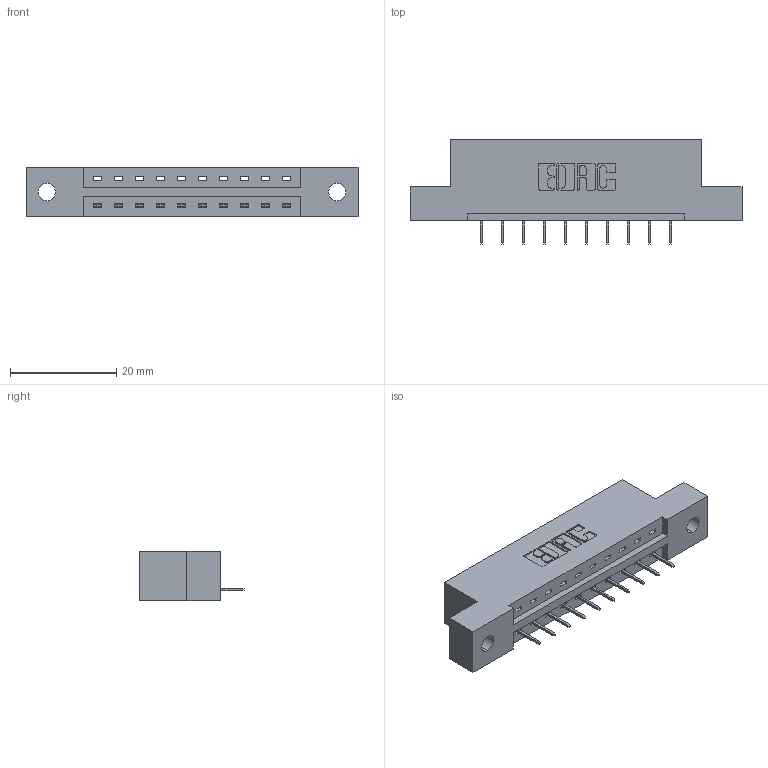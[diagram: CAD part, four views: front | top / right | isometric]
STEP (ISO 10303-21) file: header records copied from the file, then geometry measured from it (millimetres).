
FILE_DESCRIPTION (( 'STEP AP203' ), '1' );
FILE_NAME ('337-010-524-102.STEP', '2018-08-03T23:51:52', ( '' ), ( '' ), 'SwSTEP 2.0', 'SolidWorks 2016', '' );
FILE_SCHEMA (( 'CONFIG_CONTROL_DESIGN' ));
Length unit declared in the file: inch
Products named in the file (3): 345-292-001_345-293-124; 337-010-524-102; 337 Part_Flush Mounting Lugs - 0.128 Dia
Assembly tree (11 placements, depth 2):
  337-010-524-102
    337 Part_Flush Mounting Lugs - 0.128 Dia
    345-292-001_345-293-124  x10
Bounding box: 62.64 x 19.69 x 9.4 mm (x, y, z)
Volume: 6033.4 mm3; surface area: 5648.2 mm2
Topology: 11 solids, 11 shells, 774 faces, 2231 edges, 1446 vertices
Faces by surface type: plane 590, cylinder 184
Entity records: 11649 total; most frequent: CARTESIAN_POINT 2032, ORIENTED_EDGE 1978, DIRECTION 1777, EDGE_CURVE 989, VECTOR 865, LINE 865, VERTEX_POINT 654, AXIS2_PLACEMENT_3D 456
